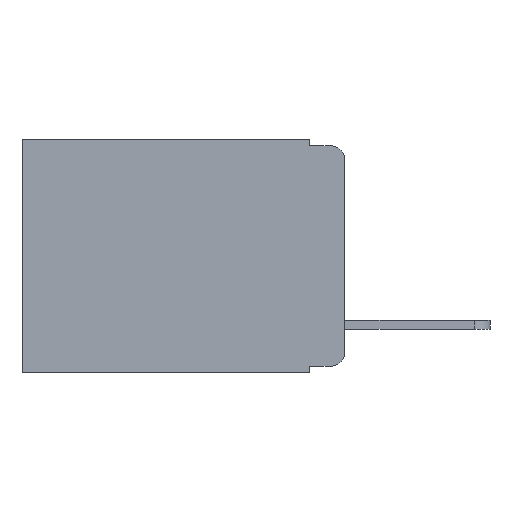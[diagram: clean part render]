
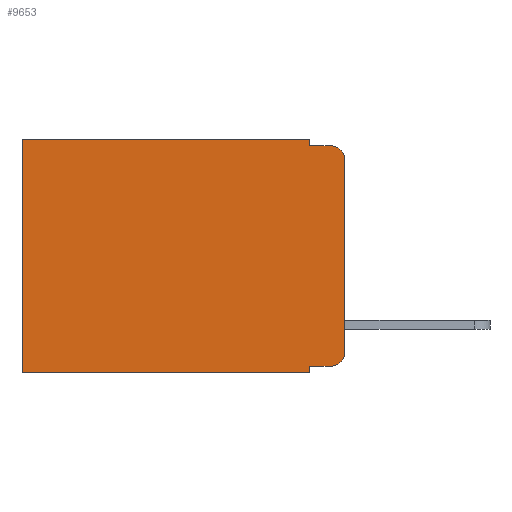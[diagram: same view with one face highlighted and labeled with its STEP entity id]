
A CAD part, left-side view. The second image highlights one B-rep face of the part: STEP entity #9653.
In plain terms, the highlighted planar face has unit normal (-1, 0, 0).
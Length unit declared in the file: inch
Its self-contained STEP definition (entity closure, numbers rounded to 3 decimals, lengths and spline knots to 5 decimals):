
#18 = VERTEX_POINT ( 'NONE', #3881 ) ;
#132 = DIRECTION ( 'NONE',  ( 0., 0., -1. ) ) ;
#193 = AXIS2_PLACEMENT_3D ( 'NONE', #4813, #3526, #4048 ) ;
#205 = VECTOR ( 'NONE', #9939, 39.37008 ) ;
#410 = EDGE_CURVE ( 'NONE', #3000, #4671, #9541, .T. ) ;
#433 = CARTESIAN_POINT ( 'NONE',  ( 0.298, 0.02, -0.03 ) ) ;
#500 = CARTESIAN_POINT ( 'NONE',  ( 0.298, 0.473, 0. ) ) ;
#524 = CARTESIAN_POINT ( 'NONE',  ( 0.298, 0.051, -0.333 ) ) ;
#687 = CARTESIAN_POINT ( 'NONE',  ( 0.298, 0., -0.343 ) ) ;
#760 = LINE ( 'NONE', #4130, #3137 ) ;
#766 = EDGE_CURVE ( 'NONE', #3000, #1521, #8771, .T. ) ;
#778 = VECTOR ( 'NONE', #5657, 39.37008 ) ;
#784 = CARTESIAN_POINT ( 'NONE',  ( 0.298, 0.051, 0. ) ) ;
#829 = LINE ( 'NONE', #687, #778 ) ;
#876 = CARTESIAN_POINT ( 'NONE',  ( 0.298, 0.051, 0. ) ) ;
#992 = ORIENTED_EDGE ( 'NONE', *, *, #766, .T. ) ;
#1061 = FACE_OUTER_BOUND ( 'NONE', #3855, .T. ) ;
#1126 = ORIENTED_EDGE ( 'NONE', *, *, #9126, .F. ) ;
#1322 = DIRECTION ( 'NONE',  ( -1., 0., 0. ) ) ;
#1417 = VERTEX_POINT ( 'NONE', #3994 ) ;
#1521 = VERTEX_POINT ( 'NONE', #4063 ) ;
#1893 = ORIENTED_EDGE ( 'NONE', *, *, #7790, .T. ) ;
#2157 = DIRECTION ( 'NONE',  ( 0., 0., -1. ) ) ;
#2411 = ORIENTED_EDGE ( 'NONE', *, *, #9480, .T. ) ;
#2789 = CARTESIAN_POINT ( 'NONE',  ( 0.298, 0., 0. ) ) ;
#2876 = ORIENTED_EDGE ( 'NONE', *, *, #410, .F. ) ;
#3000 = VERTEX_POINT ( 'NONE', #7303 ) ;
#3061 = VERTEX_POINT ( 'NONE', #5419 ) ;
#3137 = VECTOR ( 'NONE', #4171, 39.37008 ) ;
#3158 = VECTOR ( 'NONE', #9179, 39.37008 ) ;
#3185 = AXIS2_PLACEMENT_3D ( 'NONE', #433, #1322, #5684 ) ;
#3505 = ORIENTED_EDGE ( 'NONE', *, *, #8943, .F. ) ;
#3526 = DIRECTION ( 'NONE',  ( -1., 0., 0. ) ) ;
#3618 = EDGE_CURVE ( 'NONE', #18, #5733, #829, .T. ) ;
#3733 = VERTEX_POINT ( 'NONE', #876 ) ;
#3855 = EDGE_LOOP ( 'NONE', ( #2876, #992, #3505, #4237, #6494, #4146, #8472, #1126, #2411, #1893 ) ) ;
#3881 = CARTESIAN_POINT ( 'NONE',  ( 0.298, 0.051, -0.343 ) ) ;
#3994 = CARTESIAN_POINT ( 'NONE',  ( 0.298, 0.051, -0.333 ) ) ;
#4048 = DIRECTION ( 'NONE',  ( 0., 0., -1. ) ) ;
#4063 = CARTESIAN_POINT ( 'NONE',  ( 0.298, 0.02, -0.01 ) ) ;
#4130 = CARTESIAN_POINT ( 'NONE',  ( 0.298, 0.051, 0. ) ) ;
#4146 = ORIENTED_EDGE ( 'NONE', *, *, #9006, .T. ) ;
#4171 = DIRECTION ( 'NONE',  ( 0., 0., -1. ) ) ;
#4201 = DIRECTION ( 'NONE',  ( 0., -1., 0. ) ) ;
#4237 = ORIENTED_EDGE ( 'NONE', *, *, #8492, .F. ) ;
#4293 = LINE ( 'NONE', #5673, #7798 ) ;
#4671 = VERTEX_POINT ( 'NONE', #6480 ) ;
#4813 = CARTESIAN_POINT ( 'NONE',  ( 0.298, 0.02, -0.313 ) ) ;
#5076 = CARTESIAN_POINT ( 'NONE',  ( 0.298, 0.02, -0.333 ) ) ;
#5088 = LINE ( 'NONE', #524, #205 ) ;
#5343 = DIRECTION ( 'NONE',  ( 0., 0., -1. ) ) ;
#5419 = CARTESIAN_POINT ( 'NONE',  ( 0.298, 0.051, -0.01 ) ) ;
#5657 = DIRECTION ( 'NONE',  ( 0., 1., 0. ) ) ;
#5673 = CARTESIAN_POINT ( 'NONE',  ( 0.298, 0.051, -0.01 ) ) ;
#5684 = DIRECTION ( 'NONE',  ( 0., 0., -1. ) ) ;
#5733 = VERTEX_POINT ( 'NONE', #7294 ) ;
#5751 = LINE ( 'NONE', #6466, #8955 ) ;
#6063 = VECTOR ( 'NONE', #132, 39.37008 ) ;
#6133 = CARTESIAN_POINT ( 'NONE',  ( 0.298, 0., 0. ) ) ;
#6276 = LINE ( 'NONE', #784, #6063 ) ;
#6466 = CARTESIAN_POINT ( 'NONE',  ( 0.298, 0.473, 0. ) ) ;
#6480 = CARTESIAN_POINT ( 'NONE',  ( 0.298, 0., -0.313 ) ) ;
#6494 = ORIENTED_EDGE ( 'NONE', *, *, #7640, .T. ) ;
#6723 = VERTEX_POINT ( 'NONE', #500 ) ;
#7087 = LINE ( 'NONE', #6133, #3158 ) ;
#7294 = CARTESIAN_POINT ( 'NONE',  ( 0.298, 0.473, -0.343 ) ) ;
#7303 = CARTESIAN_POINT ( 'NONE',  ( 0.298, 0., -0.03 ) ) ;
#7640 = EDGE_CURVE ( 'NONE', #3733, #6723, #7087, .T. ) ;
#7790 = EDGE_CURVE ( 'NONE', #9757, #4671, #9383, .T. ) ;
#7798 = VECTOR ( 'NONE', #4201, 39.37008 ) ;
#7897 = DIRECTION ( 'NONE',  ( 0., 0., -1. ) ) ;
#7984 = DIRECTION ( 'NONE',  ( 1., 0., 0. ) ) ;
#8121 = CARTESIAN_POINT ( 'NONE',  ( 0.298, 0., 0. ) ) ;
#8299 = PLANE ( 'NONE',  #9744 ) ;
#8472 = ORIENTED_EDGE ( 'NONE', *, *, #3618, .F. ) ;
#8492 = EDGE_CURVE ( 'NONE', #3733, #3061, #760, .T. ) ;
#8771 = CIRCLE ( 'NONE', #3185, 0.02 ) ;
#8943 = EDGE_CURVE ( 'NONE', #3061, #1521, #4293, .T. ) ;
#8955 = VECTOR ( 'NONE', #2157, 39.37008 ) ;
#9006 = EDGE_CURVE ( 'NONE', #6723, #5733, #5751, .T. ) ;
#9126 = EDGE_CURVE ( 'NONE', #1417, #18, #6276, .T. ) ;
#9179 = DIRECTION ( 'NONE',  ( 0., 1., 0. ) ) ;
#9383 = CIRCLE ( 'NONE', #193, 0.02 ) ;
#9480 = EDGE_CURVE ( 'NONE', #1417, #9757, #5088, .T. ) ;
#9502 = VECTOR ( 'NONE', #5343, 39.37008 ) ;
#9541 = LINE ( 'NONE', #2789, #9502 ) ;
#9653 = ADVANCED_FACE ( 'NONE', ( #1061 ), #8299, .F. ) ;
#9744 = AXIS2_PLACEMENT_3D ( 'NONE', #8121, #7984, #7897 ) ;
#9757 = VERTEX_POINT ( 'NONE', #5076 ) ;
#9939 = DIRECTION ( 'NONE',  ( 0., -1., 0. ) ) ;
